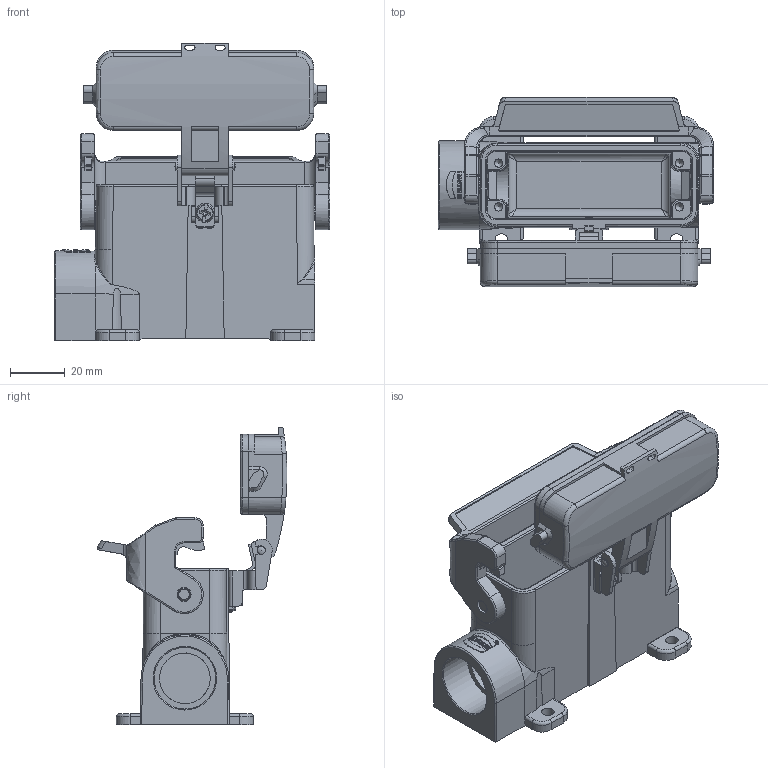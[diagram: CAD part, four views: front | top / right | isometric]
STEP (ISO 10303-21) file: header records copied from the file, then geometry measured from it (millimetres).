
FILE_DESCRIPTION(/* description */ (''),/* implementation_level */ '2;1');
FILE_NAME(/* name */ '100592601ugm000_c.stp',/* time_stamp */ '2018-03-07T14:22:48+01:00',/* author */ (''),/* organization */ (''),/* preprocessor_version */ 'ST-DEVELOPER v16',/* originating_system */ 'SIEMENS PLM Software NX 10.0',/* authorisation */ '');
FILE_SCHEMA (('AUTOMOTIVE_DESIGN { 1 0 10303 214 3 1 1 1 }'));
Length unit declared in the file: millimetre
Products named in the file (1): 100592601ugm000_c
Bounding box: 100.5 x 69.29 x 108.67 mm (x, y, z)
Volume: 87719.2 mm3; surface area: 53735.3 mm2
Topology: 3 solids, 3 shells, 949 faces, 2490 edges, 1580 vertices
Faces by surface type: plane 411, cylinder 271, bspline 216, cone 27, torus 22, sphere 2
Full cylindrical faces by diameter (mm): 1.1 x1, 2.95 x1, 3 x6, 3.3 x1, 4 x3, 4.6 x4, 4.8 x2, 5.1 x2, 6 x1, 7 x3, 8 x1, 18.5 x1, 21.2 x1, 22.5 x1
Entity records: 36304 total; most frequent: CARTESIAN_POINT 12253, ORIENTED_EDGE 4790, DIRECTION 3899, EDGE_CURVE 2395, VERTEX_POINT 1548, AXIS2_PLACEMENT_3D 1373, LINE 1153, VECTOR 1153
